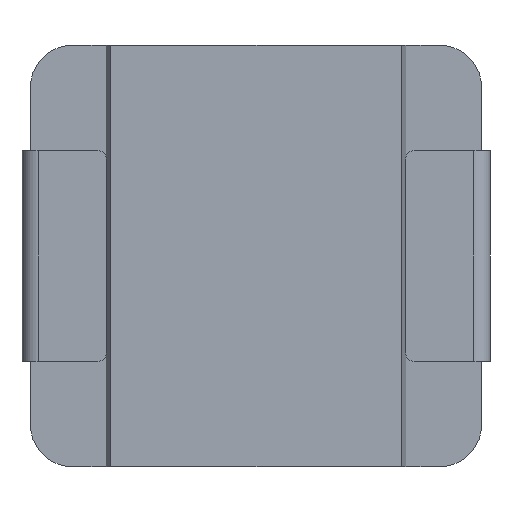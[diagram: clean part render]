
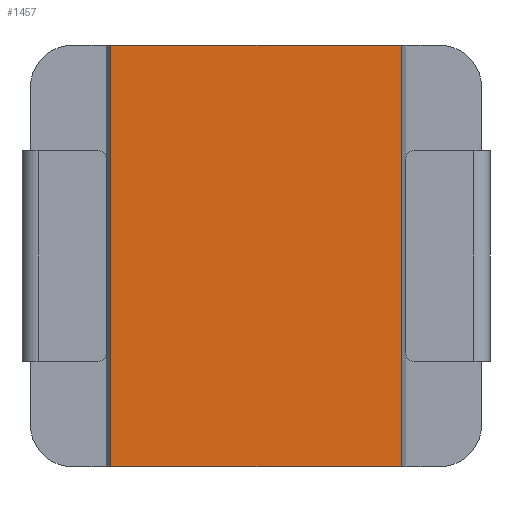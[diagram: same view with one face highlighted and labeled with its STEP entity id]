
A CAD part, front view. The second image highlights one B-rep face of the part: STEP entity #1457.
In plain terms, the highlighted planar face has unit normal (0, -1, 0).
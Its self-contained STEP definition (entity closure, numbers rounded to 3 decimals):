
#14 = CARTESIAN_POINT ( 'NONE',  ( 3.45, -2., 5. ) ) ;
#115 = ORIENTED_EDGE ( 'NONE', *, *, #1481, .T. ) ;
#181 = LINE ( 'NONE', #1415, #1621 ) ;
#244 = ORIENTED_EDGE ( 'NONE', *, *, #1165, .F. ) ;
#347 = DIRECTION ( 'NONE',  ( 1., 0., 0. ) ) ;
#439 = CARTESIAN_POINT ( 'NONE',  ( 0., -2., 5. ) ) ;
#460 = PLANE ( 'NONE',  #1493 ) ;
#481 = DIRECTION ( 'NONE',  ( 0., 0., 1. ) ) ;
#556 = LINE ( 'NONE', #889, #1533 ) ;
#557 = EDGE_CURVE ( 'NONE', #717, #1529, #556, .T. ) ;
#598 = DIRECTION ( 'NONE',  ( 0., 0., -1. ) ) ;
#681 = LINE ( 'NONE', #1915, #1231 ) ;
#683 = EDGE_LOOP ( 'NONE', ( #1264, #1179, #244, #115 ) ) ;
#717 = VERTEX_POINT ( 'NONE', #14 ) ;
#837 = CARTESIAN_POINT ( 'NONE',  ( -3.45, -2., -5. ) ) ;
#889 = CARTESIAN_POINT ( 'NONE',  ( 3.45, -2., 5. ) ) ;
#919 = DIRECTION ( 'NONE',  ( 1., 0., 0. ) ) ;
#1165 = EDGE_CURVE ( 'NONE', #1780, #717, #181, .T. ) ;
#1179 = ORIENTED_EDGE ( 'NONE', *, *, #557, .F. ) ;
#1183 = CARTESIAN_POINT ( 'NONE',  ( -3.45, -2., 5. ) ) ;
#1217 = LINE ( 'NONE', #1495, #1890 ) ;
#1231 = VECTOR ( 'NONE', #1761, 1000. ) ;
#1264 = ORIENTED_EDGE ( 'NONE', *, *, #1852, .T. ) ;
#1379 = CARTESIAN_POINT ( 'NONE',  ( 3.45, -2., -5. ) ) ;
#1415 = CARTESIAN_POINT ( 'NONE',  ( 0., -2., 5. ) ) ;
#1457 = ADVANCED_FACE ( 'NONE', ( #1682 ), #460, .F. ) ;
#1481 = EDGE_CURVE ( 'NONE', #1780, #1631, #681, .T. ) ;
#1493 = AXIS2_PLACEMENT_3D ( 'NONE', #439, #1972, #481 ) ;
#1495 = CARTESIAN_POINT ( 'NONE',  ( 0., -2., -5. ) ) ;
#1529 = VERTEX_POINT ( 'NONE', #1379 ) ;
#1533 = VECTOR ( 'NONE', #598, 1000. ) ;
#1621 = VECTOR ( 'NONE', #347, 1000. ) ;
#1631 = VERTEX_POINT ( 'NONE', #837 ) ;
#1682 = FACE_OUTER_BOUND ( 'NONE', #683, .T. ) ;
#1761 = DIRECTION ( 'NONE',  ( 0., 0., -1. ) ) ;
#1780 = VERTEX_POINT ( 'NONE', #1183 ) ;
#1852 = EDGE_CURVE ( 'NONE', #1631, #1529, #1217, .T. ) ;
#1890 = VECTOR ( 'NONE', #919, 1000. ) ;
#1915 = CARTESIAN_POINT ( 'NONE',  ( -3.45, -2., 5. ) ) ;
#1972 = DIRECTION ( 'NONE',  ( 0., 1., 0. ) ) ;
